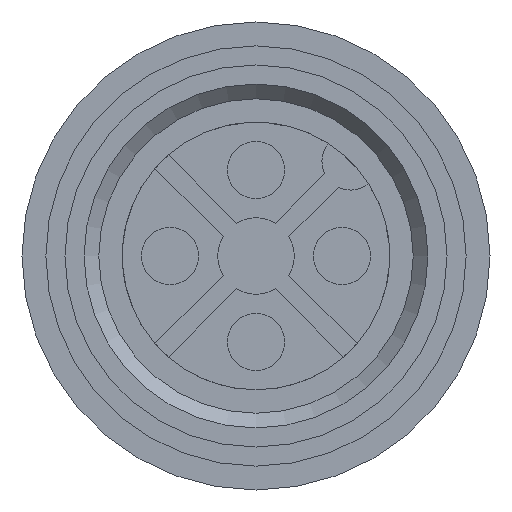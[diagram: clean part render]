
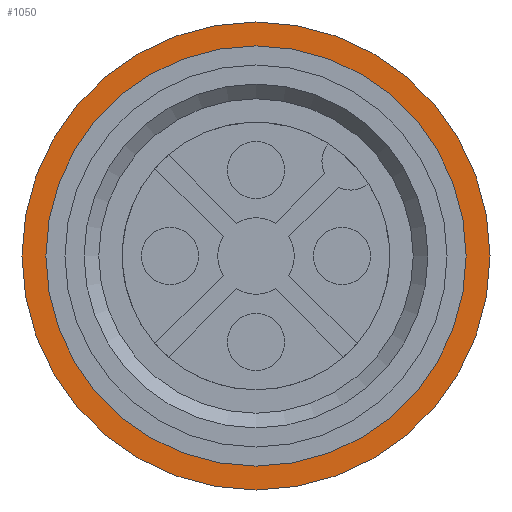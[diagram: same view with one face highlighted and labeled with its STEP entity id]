
A CAD part, left-side view. The second image highlights one B-rep face of the part: STEP entity #1050.
In plain terms, the highlighted planar face has unit normal (-1, 0, 0).
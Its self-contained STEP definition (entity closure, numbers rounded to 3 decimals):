
#68=PLANE('',#1183);
#306=ORIENTED_EDGE('',*,*,#569,.F.);
#307=ORIENTED_EDGE('',*,*,#568,.T.);
#568=EDGE_CURVE('',#687,#687,#760,.T.);
#569=EDGE_CURVE('',#688,#688,#761,.T.);
#687=VERTEX_POINT('',#1858);
#688=VERTEX_POINT('',#1861);
#760=CIRCLE('',#1182,11.);
#761=CIRCLE('',#1184,12.25);
#829=EDGE_LOOP('',(#306));
#830=EDGE_LOOP('',(#307));
#933=FACE_BOUND('',#829,.T.);
#934=FACE_BOUND('',#830,.T.);
#1050=ADVANCED_FACE('',(#933,#934),#68,.F.);
#1182=AXIS2_PLACEMENT_3D('',#1857,#1437,#1438);
#1183=AXIS2_PLACEMENT_3D('',#1859,#1439,#1440);
#1184=AXIS2_PLACEMENT_3D('',#1860,#1441,#1442);
#1437=DIRECTION('',(1.,0.,0.));
#1438=DIRECTION('',(0.,0.,-1.));
#1439=DIRECTION('',(1.,0.,0.));
#1440=DIRECTION('',(0.,0.,-1.));
#1441=DIRECTION('',(1.,0.,0.));
#1442=DIRECTION('',(0.,0.,-1.));
#1857=CARTESIAN_POINT('',(0.,0.,0.));
#1858=CARTESIAN_POINT('',(0.,0.,-11.));
#1859=CARTESIAN_POINT('',(0.,11.,0.));
#1860=CARTESIAN_POINT('',(0.,0.,0.));
#1861=CARTESIAN_POINT('',(0.,0.,-12.25));
